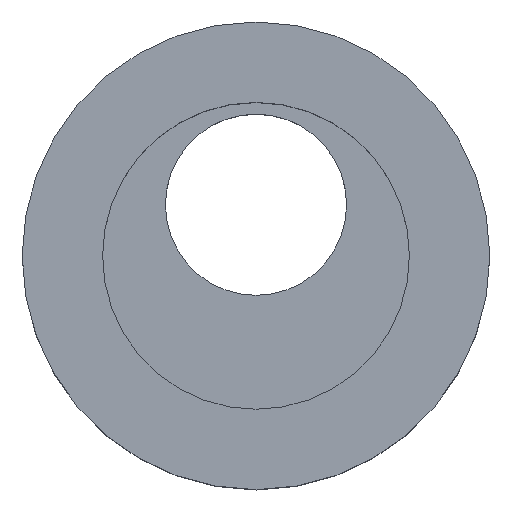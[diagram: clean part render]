
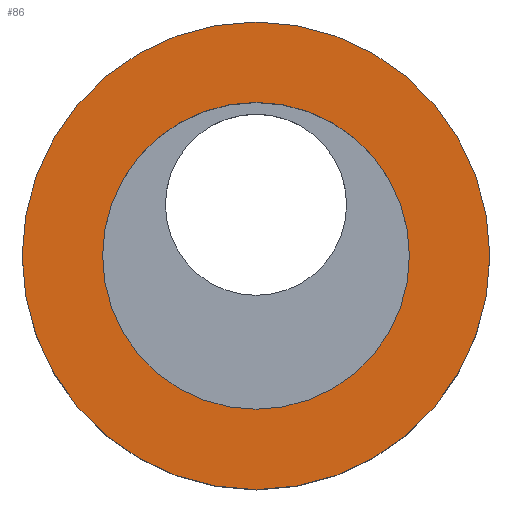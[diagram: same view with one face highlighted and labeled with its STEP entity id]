
A CAD part, top view. The second image highlights one B-rep face of the part: STEP entity #86.
In plain terms, the highlighted planar face has unit normal (0, 0, 1).
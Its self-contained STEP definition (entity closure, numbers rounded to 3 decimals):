
#15=FACE_BOUND('',#30,.T.);
#18=PLANE('',#116);
#23=FACE_OUTER_BOUND('',#29,.T.);
#29=EDGE_LOOP('',(#71));
#30=EDGE_LOOP('',(#72));
#45=CIRCLE('',#115,5.25);
#46=CIRCLE('',#117,8.);
#51=VERTEX_POINT('',#161);
#52=VERTEX_POINT('',#165);
#59=EDGE_CURVE('',#51,#51,#45,.T.);
#60=EDGE_CURVE('',#52,#52,#46,.T.);
#71=ORIENTED_EDGE('',*,*,#60,.T.);
#72=ORIENTED_EDGE('',*,*,#59,.T.);
#86=ADVANCED_FACE('',(#23,#15),#18,.T.);
#115=AXIS2_PLACEMENT_3D('',#163,#136,#137);
#116=AXIS2_PLACEMENT_3D('',#164,#138,#139);
#117=AXIS2_PLACEMENT_3D('',#166,#140,#141);
#136=DIRECTION('center_axis',(0.,0.,-1.));
#137=DIRECTION('ref_axis',(-1.,0.,0.));
#138=DIRECTION('center_axis',(0.,0.,1.));
#139=DIRECTION('ref_axis',(1.,0.,0.));
#140=DIRECTION('center_axis',(0.,0.,1.));
#141=DIRECTION('ref_axis',(-1.,0.,0.));
#161=CARTESIAN_POINT('',(5.25,0.,7.));
#163=CARTESIAN_POINT('Origin',(0.,0.,7.));
#164=CARTESIAN_POINT('Origin',(0.,0.,
7.));
#165=CARTESIAN_POINT('',(8.,0.,7.));
#166=CARTESIAN_POINT('Origin',(0.,0.,7.));
